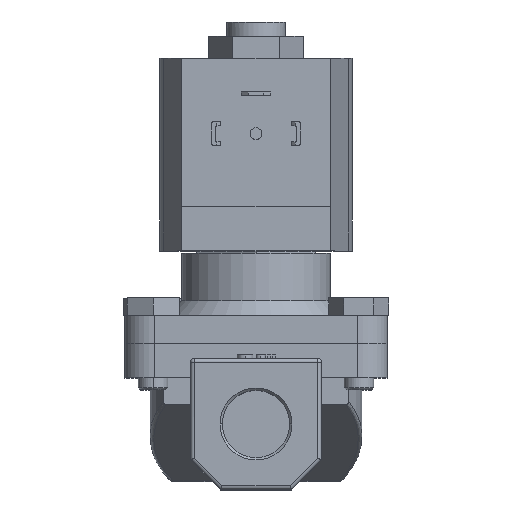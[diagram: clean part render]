
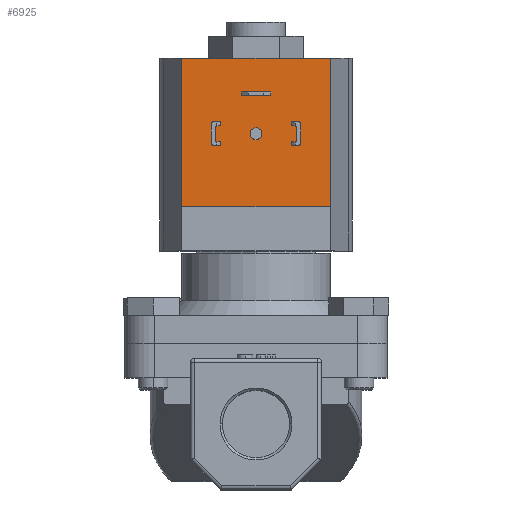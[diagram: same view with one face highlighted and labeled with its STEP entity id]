
A CAD part, top view. The second image highlights one B-rep face of the part: STEP entity #6925.
In plain terms, the highlighted planar face has unit normal (0, 0, 1).
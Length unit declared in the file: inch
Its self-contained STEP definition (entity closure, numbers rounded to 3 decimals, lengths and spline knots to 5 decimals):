
#390 = CARTESIAN_POINT ( 'NONE',  ( 0.625, 0.10316, 1.03 ) ) ;
#848 = ORIENTED_EDGE ( 'NONE', *, *, #9387, .T. ) ;
#855 = ORIENTED_EDGE ( 'NONE', *, *, #1193, .F. ) ;
#1143 = EDGE_CURVE ( 'NONE', #3192, #8890, #8408, .T. ) ;
#1185 = CARTESIAN_POINT ( 'NONE',  ( -0.05, 2.44, 1.03 ) ) ;
#1193 = EDGE_CURVE ( 'NONE', #8890, #10143, #10181, .T. ) ;
#1267 = PLANE ( 'NONE',  #2018 ) ;
#1426 = FACE_BOUND ( 'NONE', #7297, .T. ) ;
#1430 = DIRECTION ( 'NONE',  ( 1., 0., 0. ) ) ;
#1669 = DIRECTION ( 'NONE',  ( 0., 0., 1. ) ) ;
#1702 = FACE_OUTER_BOUND ( 'NONE', #1882, .T. ) ;
#1882 = EDGE_LOOP ( 'NONE', ( #848, #8390, #855, #4800 ) ) ;
#1924 = CARTESIAN_POINT ( 'NONE',  ( 0.625, 3.075, 1.03 ) ) ;
#2018 = AXIS2_PLACEMENT_3D ( 'NONE', #390, #8224, #3005 ) ;
#2274 = EDGE_CURVE ( 'NONE', #6671, #10143, #5597, .T. ) ;
#2356 = CIRCLE ( 'NONE', #3302, 0.05 ) ;
#2433 = CARTESIAN_POINT ( 'NONE',  ( -0.625, 3.075, 1.03 ) ) ;
#2568 = CARTESIAN_POINT ( 'NONE',  ( 0.625, 1.825, 1.03 ) ) ;
#2713 = ORIENTED_EDGE ( 'NONE', *, *, #4834, .F. ) ;
#3005 = DIRECTION ( 'NONE',  ( 1., 0., 0. ) ) ;
#3086 = CIRCLE ( 'NONE', #8253, 0.05 ) ;
#3192 = VERTEX_POINT ( 'NONE', #8607 ) ;
#3302 = AXIS2_PLACEMENT_3D ( 'NONE', #3810, #9908, #4668 ) ;
#3474 = DIRECTION ( 'NONE',  ( 0., 1., 0. ) ) ;
#3810 = CARTESIAN_POINT ( 'NONE',  ( 0., 2.44, 1.03 ) ) ;
#3843 = CARTESIAN_POINT ( 'NONE',  ( 0.625, 3.075, 1.03 ) ) ;
#4668 = DIRECTION ( 'NONE',  ( 1., 0., 0. ) ) ;
#4708 = DIRECTION ( 'NONE',  ( 1., 0., 0. ) ) ;
#4800 = ORIENTED_EDGE ( 'NONE', *, *, #1143, .F. ) ;
#4834 = EDGE_CURVE ( 'NONE', #6112, #8154, #3086, .T. ) ;
#5597 = LINE ( 'NONE', #9549, #9966 ) ;
#6112 = VERTEX_POINT ( 'NONE', #1185 ) ;
#6376 = DIRECTION ( 'NONE',  ( 0., 1., 0. ) ) ;
#6671 = VERTEX_POINT ( 'NONE', #2568 ) ;
#6857 = CARTESIAN_POINT ( 'NONE',  ( 0., 2.44, 1.03 ) ) ;
#6925 = ADVANCED_FACE ( 'NONE', ( #1426, #1702 ), #1267, .T. ) ;
#7168 = VECTOR ( 'NONE', #1430, 39.37008 ) ;
#7271 = CARTESIAN_POINT ( 'NONE',  ( -0.625, 0.10316, 1.03 ) ) ;
#7297 = EDGE_LOOP ( 'NONE', ( #11084, #2713 ) ) ;
#7466 = EDGE_CURVE ( 'NONE', #8154, #6112, #2356, .T. ) ;
#7753 = DIRECTION ( 'NONE',  ( 1., 0., 0. ) ) ;
#8154 = VERTEX_POINT ( 'NONE', #10155 ) ;
#8224 = DIRECTION ( 'NONE',  ( 0., 0., 1. ) ) ;
#8253 = AXIS2_PLACEMENT_3D ( 'NONE', #6857, #1669, #7753 ) ;
#8390 = ORIENTED_EDGE ( 'NONE', *, *, #2274, .T. ) ;
#8408 = LINE ( 'NONE', #7271, #10449 ) ;
#8607 = CARTESIAN_POINT ( 'NONE',  ( -0.625, 1.825, 1.03 ) ) ;
#8890 = VERTEX_POINT ( 'NONE', #2433 ) ;
#9241 = CARTESIAN_POINT ( 'NONE',  ( -1.105, 1.825, 1.03 ) ) ;
#9387 = EDGE_CURVE ( 'NONE', #3192, #6671, #9506, .T. ) ;
#9506 = LINE ( 'NONE', #9241, #7168 ) ;
#9549 = CARTESIAN_POINT ( 'NONE',  ( 0.625, 0.10316, 1.03 ) ) ;
#9908 = DIRECTION ( 'NONE',  ( 0., 0., 1. ) ) ;
#9909 = VECTOR ( 'NONE', #4708, 39.37008 ) ;
#9966 = VECTOR ( 'NONE', #3474, 39.37008 ) ;
#10143 = VERTEX_POINT ( 'NONE', #1924 ) ;
#10155 = CARTESIAN_POINT ( 'NONE',  ( 0.05, 2.44, 1.03 ) ) ;
#10181 = LINE ( 'NONE', #3843, #9909 ) ;
#10449 = VECTOR ( 'NONE', #6376, 39.37008 ) ;
#11084 = ORIENTED_EDGE ( 'NONE', *, *, #7466, .F. ) ;
